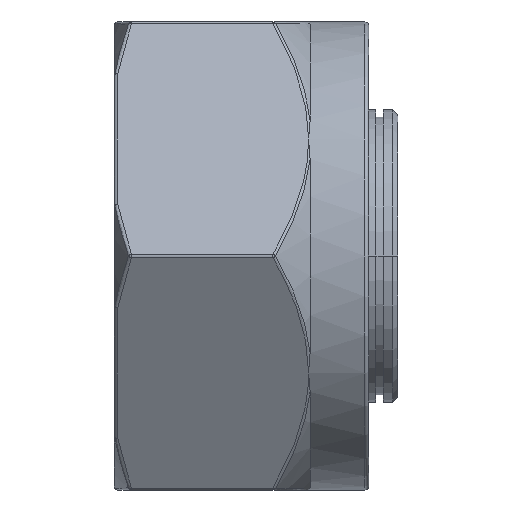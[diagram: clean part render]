
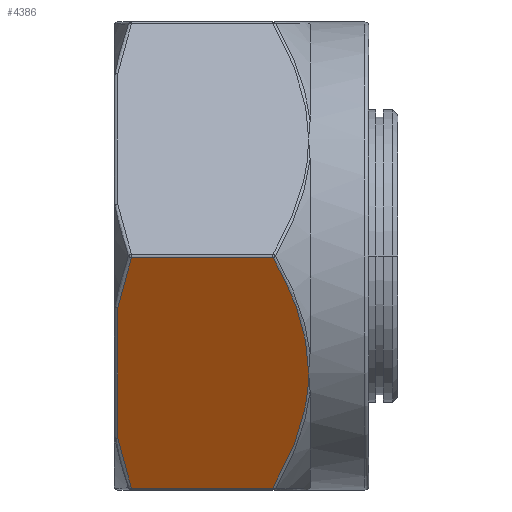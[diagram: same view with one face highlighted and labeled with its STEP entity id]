
A CAD part, front view. The second image highlights one B-rep face of the part: STEP entity #4386.
In plain terms, the highlighted planar face has unit normal (0, -0.866, -0.5).
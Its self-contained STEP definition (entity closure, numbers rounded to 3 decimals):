
#1611=CARTESIAN_POINT('',(-6.54,-9.31,
-15.875));
#1612=CARTESIAN_POINT('',(-6.366,-9.484,
-15.573));
#1613=CARTESIAN_POINT('',(-6.033,-9.832,
-14.971));
#1614=CARTESIAN_POINT('',(-5.577,-10.361,
-14.055));
#1615=CARTESIAN_POINT('',(-5.192,-10.866,
-13.18));
#1616=CARTESIAN_POINT('',(-4.858,-11.373,
-12.302));
#1617=CARTESIAN_POINT('',(-4.579,-11.886,
-11.413));
#1618=CARTESIAN_POINT('',(-4.373,-12.371,
-10.572));
#1619=CARTESIAN_POINT('',(-4.236,-12.808,
-9.816));
#1620=CARTESIAN_POINT('',(-4.153,-13.195,
-9.145));
#1621=CARTESIAN_POINT('',(-4.112,-13.54,
-8.549));
#1622=CARTESIAN_POINT('',(-4.104,-13.754,
-8.177));
#1623=CARTESIAN_POINT('',(-4.104,-13.856,
-8.));
#1625=DIRECTION('',(-1.,0.,0.));
#1626=VECTOR('',#1625,9.678);
#1627=CARTESIAN_POINT('',(-6.54,-9.31,
-15.875));
#1628=LINE('',#1627,#1626);
#1629=CARTESIAN_POINT('',(-17.15,-11.278,
-12.467));
#1630=CARTESIAN_POINT('',(-17.097,-11.131,
-12.721));
#1631=CARTESIAN_POINT('',(-16.985,-10.839,
-13.226));
#1632=CARTESIAN_POINT('',(-16.785,-10.387,
-14.01));
#1633=CARTESIAN_POINT('',(-16.585,-9.979,
-14.715));
#1634=CARTESIAN_POINT('',(-16.396,-9.623,
-15.333));
#1635=CARTESIAN_POINT('',(-16.276,-9.41,
-15.702));
#1636=CARTESIAN_POINT('',(-16.218,-9.31,
-15.875));
#1638=DIRECTION('',(0.,-0.5,0.866));
#1639=VECTOR('',#1638,10.315);
#1640=CARTESIAN_POINT('',(-17.15,-11.278,
-12.467));
#1641=LINE('',#1640,#1639);
#1642=CARTESIAN_POINT('',(-16.218,-18.403,
-0.125));
#1643=CARTESIAN_POINT('',(-16.285,-18.287,
-0.326));
#1644=CARTESIAN_POINT('',(-16.41,-18.065,
-0.71));
#1645=CARTESIAN_POINT('',(-16.569,-17.763,
-1.233));
#1646=CARTESIAN_POINT('',(-16.706,-17.488,
-1.71));
#1647=CARTESIAN_POINT('',(-16.824,-17.236,
-2.146));
#1648=CARTESIAN_POINT('',(-16.926,-17.006,
-2.544));
#1649=CARTESIAN_POINT('',(-17.013,-16.796,
-2.908));
#1650=CARTESIAN_POINT('',(-17.087,-16.606,
-3.237));
#1651=CARTESIAN_POINT('',(-17.13,-16.49,
-3.438));
#1652=CARTESIAN_POINT('',(-17.15,-16.435,
-3.533));
#1654=DIRECTION('',(-1.,0.,0.));
#1655=VECTOR('',#1654,9.678);
#1656=CARTESIAN_POINT('',(-6.54,-18.403,
-0.125));
#1657=LINE('',#1656,#1655);
#1658=CARTESIAN_POINT('',(-4.104,-13.856,
-8.));
#1659=CARTESIAN_POINT('',(-4.104,-14.018,
-7.721));
#1660=CARTESIAN_POINT('',(-4.123,-14.339,
-7.163));
#1661=CARTESIAN_POINT('',(-4.214,-14.831,
-6.311));
#1662=CARTESIAN_POINT('',(-4.356,-15.296,
-5.506));
#1663=CARTESIAN_POINT('',(-4.544,-15.751,
-4.719));
#1664=CARTESIAN_POINT('',(-4.795,-16.232,
-3.885));
#1665=CARTESIAN_POINT('',(-5.132,-16.764,
-2.963));
#1666=CARTESIAN_POINT('',(-5.582,-17.361,
-1.929));
#1667=CARTESIAN_POINT('',(-6.078,-17.93,
-0.944));
#1668=CARTESIAN_POINT('',(-6.389,-18.252,
-0.386));
#1669=CARTESIAN_POINT('',(-6.54,-18.403,
-0.125));
#2496=VERTEX_POINT('',#1611);
#2497=VERTEX_POINT('',#1623);
#2569=CARTESIAN_POINT('',(-16.218,-9.31,
-15.875));
#2570=VERTEX_POINT('',#2569);
#2573=VERTEX_POINT('',#1629);
#2579=CARTESIAN_POINT('',(-17.15,-16.435,
-3.533));
#2580=VERTEX_POINT('',#2579);
#2584=VERTEX_POINT('',#1669);
#2588=CARTESIAN_POINT('',(-16.218,-18.403,
-0.125));
#2589=VERTEX_POINT('',#2588);
#4367=CARTESIAN_POINT('',(0.,-18.475,0.));
#4368=DIRECTION('',(0.,-0.866,-0.5));
#4369=DIRECTION('',(0.,0.5,-0.866));
#4370=AXIS2_PLACEMENT_3D('',#4367,#4368,#4369);
#4371=PLANE('',#4370);
#4372=ORIENTED_EDGE('',*,*,#4181,.F.);
#4374=ORIENTED_EDGE('',*,*,#4373,.T.);
#4376=ORIENTED_EDGE('',*,*,#4375,.F.);
#4378=ORIENTED_EDGE('',*,*,#4377,.T.);
#4380=ORIENTED_EDGE('',*,*,#4379,.F.);
#4382=ORIENTED_EDGE('',*,*,#4381,.F.);
#4383=ORIENTED_EDGE('',*,*,#4357,.F.);
#4384=EDGE_LOOP('',(#4372,#4374,#4376,#4378,#4380,#4382,#4383));
#4385=FACE_OUTER_BOUND('',#4384,.F.);
#1624=B_SPLINE_CURVE_WITH_KNOTS('',3,(#1611,#1612,#1613,#1614,#1615,#1616,#1617,
#1618,#1619,#1620,#1621,#1622,#1623),.UNSPECIFIED.,.F.,.F.,(4,1,1,1,1,1,1,1,1,1,
4),(0.,0.1,0.2,0.3,0.4,0.5,0.6,0.7,0.8,0.9,1.),
.UNSPECIFIED.);
#1637=B_SPLINE_CURVE_WITH_KNOTS('',3,(#1629,#1630,#1631,#1632,#1633,#1634,#1635,
#1636),.UNSPECIFIED.,.F.,.F.,(4,1,1,1,1,4),(0.,0.2,0.4,0.6,0.8,1.),
.UNSPECIFIED.);
#1653=B_SPLINE_CURVE_WITH_KNOTS('',3,(#1642,#1643,#1644,#1645,#1646,#1647,#1648,
#1649,#1650,#1651,#1652),.UNSPECIFIED.,.F.,.F.,(4,1,1,1,1,1,1,1,4),(0.,
0.125,0.25,0.375,0.5,0.625,0.75,0.875,1.),.UNSPECIFIED.);
#1670=B_SPLINE_CURVE_WITH_KNOTS('',3,(#1658,#1659,#1660,#1661,#1662,#1663,#1664,
#1665,#1666,#1667,#1668,#1669),.UNSPECIFIED.,.F.,.F.,(4,1,1,1,1,1,1,1,1,4),
(0.,0.111,0.222,0.333,0.444,
0.556,0.667,0.778,0.889,1.),
.UNSPECIFIED.);
#4181=EDGE_CURVE('',#2496,#2497,#1624,.T.);
#4357=EDGE_CURVE('',#2497,#2584,#1670,.T.);
#4373=EDGE_CURVE('',#2496,#2570,#1628,.T.);
#4375=EDGE_CURVE('',#2573,#2570,#1637,.T.);
#4377=EDGE_CURVE('',#2573,#2580,#1641,.T.);
#4379=EDGE_CURVE('',#2589,#2580,#1653,.T.);
#4381=EDGE_CURVE('',#2584,#2589,#1657,.T.);
#4386=ADVANCED_FACE('',(#4385),#4371,.T.);
